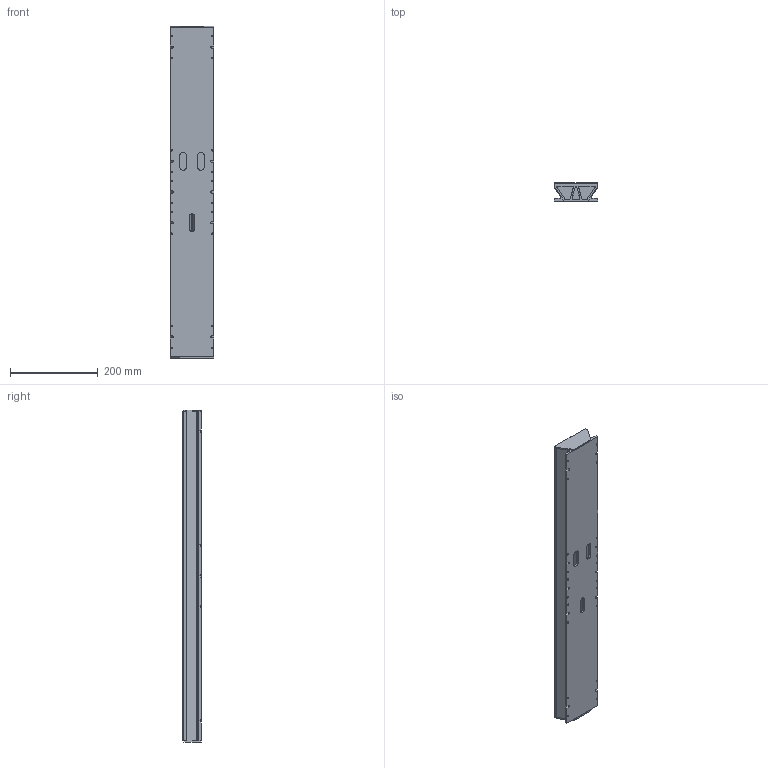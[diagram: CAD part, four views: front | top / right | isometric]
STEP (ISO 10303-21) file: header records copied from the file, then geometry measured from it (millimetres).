
FILE_DESCRIPTION (( 'STEP AP214' ), '1' );
FILE_NAME ('S22100T750.STEP', '2019-08-23T19:37:46', ( '' ), ( '' ), 'SwSTEP 2.0', 'SolidWorks 2019', '' );
FILE_SCHEMA (( 'AUTOMOTIVE_DESIGN' ));
Length unit declared in the file: inch
Products named in the file (1): S22100T750
Bounding box: 99.87 x 42.85 x 755.99 mm (x, y, z)
Volume: 1473718.1 mm3; surface area: 639344.6 mm2
Topology: 9 solids, 9 shells, 281 faces, 777 edges, 518 vertices
Faces by surface type: plane 155, cylinder 126
Entity records: 12972 total; most frequent: CARTESIAN_POINT 1673, DIRECTION 1577, ORIENTED_EDGE 1554, EDGE_CURVE 777, AXIS2_PLACEMENT_3D 530, VERTEX_POINT 518, VECTOR 517, LINE 517
